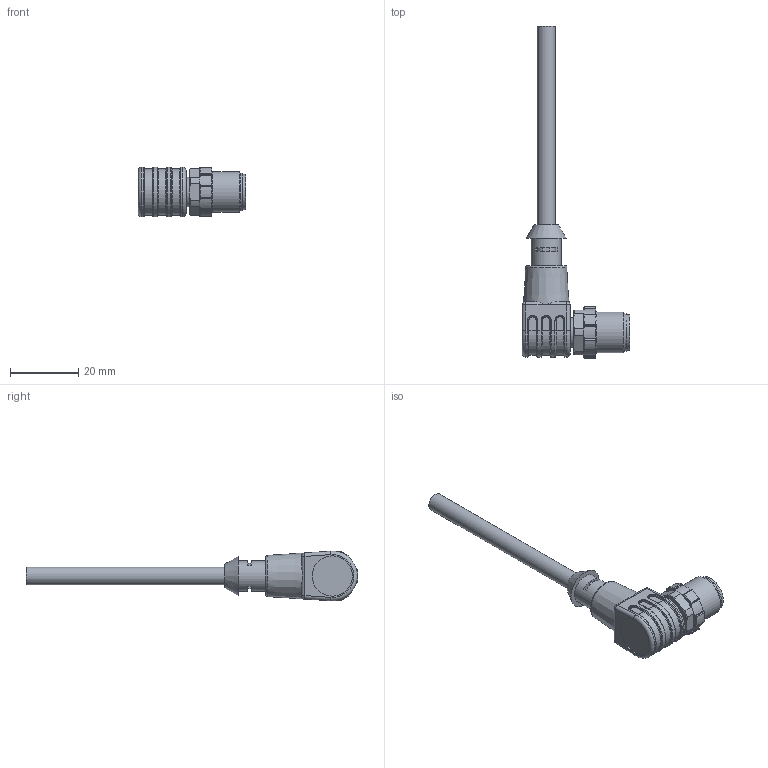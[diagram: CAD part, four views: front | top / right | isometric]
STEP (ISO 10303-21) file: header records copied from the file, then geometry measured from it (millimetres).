
FILE_DESCRIPTION(/* description */ (''),/* implementation_level */ '2;1');
FILE_NAME(/* name */ 'AL-WWASK4-m_stp.stp',/* time_stamp */ '2020-03-02T09:57:23+01:00',/* author */ (''),/* organization */ (''),/* preprocessor_version */ 'ST-DEVELOPER v16',/* originating_system */ 'SIEMENS PLM Software NX 10.0',/* authorisation */ '');
FILE_SCHEMA (('AUTOMOTIVE_DESIGN { 1 0 10303 214 3 1 1 1 }'));
Length unit declared in the file: millimetre
Products named in the file (1): AL-WWAS4_5
Bounding box: 31.4 x 96.98 x 14.47 mm (x, y, z)
Volume: 7711.1 mm3; surface area: 4192.4 mm2
Topology: 1 solids, 1 shells, 383 faces, 948 edges, 559 vertices
Faces by surface type: cylinder 134, plane 115, bspline 44, torus 31, extrusion 25, sphere 18, cone 16
Full cylindrical faces by diameter (mm): 1 x4, 5.2 x1, 8.3 x1, 8.7 x1, 8.8 x1, 10.5 x1, 10.9 x1, 11.8 x1, 11.9 x1
Entity records: 12844 total; most frequent: CARTESIAN_POINT 4430, ORIENTED_EDGE 1770, DIRECTION 1686, EDGE_CURVE 885, AXIS2_PLACEMENT_3D 635, VERTEX_POINT 542, EDGE_LOOP 421, VECTOR 416
